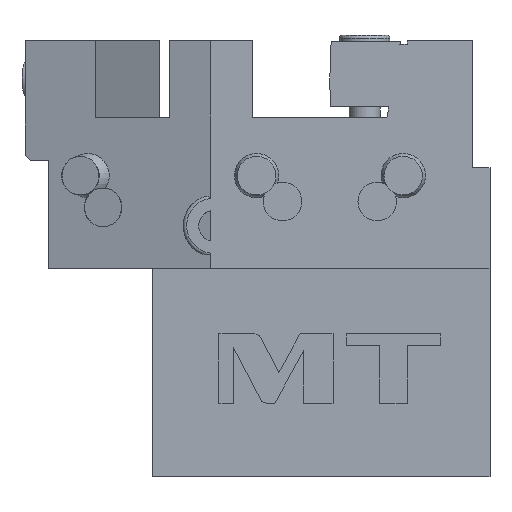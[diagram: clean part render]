
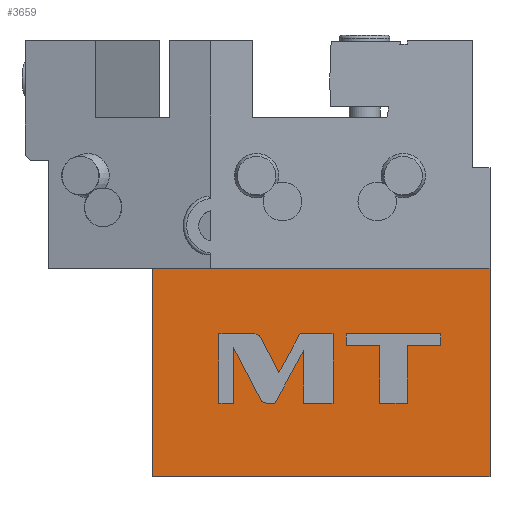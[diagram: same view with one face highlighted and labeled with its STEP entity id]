
A CAD part, left-side view. The second image highlights one B-rep face of the part: STEP entity #3659.
In plain terms, the highlighted planar face has unit normal (-1, 0, 0).
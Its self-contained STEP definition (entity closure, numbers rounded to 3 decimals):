
#542=DIRECTION('',(0.,-1.,0.));
#543=VECTOR('',#542,87.5);
#544=CARTESIAN_POINT('',(-32.,46.,-40.));
#545=LINE('',#544,#543);
#574=DIRECTION('',(0.,0.,1.));
#575=VECTOR('',#574,54.);
#576=CARTESIAN_POINT('',(-32.,46.,-40.));
#577=LINE('',#576,#575);
#578=CARTESIAN_POINT('',(-32.,17.794,-4.172));
#579=CARTESIAN_POINT('',(-32.,18.168,-3.449));
#580=CARTESIAN_POINT('',(-32.,18.905,-3.));
#581=CARTESIAN_POINT('',(-32.,19.719,-3.));
#583=DIRECTION('',(0.,1.,0.));
#584=VECTOR('',#583,9.049);
#585=CARTESIAN_POINT('',(-32.,19.719,-3.));
#586=LINE('',#585,#584);
#587=DIRECTION('',(0.,0.,-1.));
#588=VECTOR('',#587,18.);
#589=CARTESIAN_POINT('',(-32.,28.768,-3.));
#590=LINE('',#589,#588);
#591=DIRECTION('',(0.,-1.,0.));
#592=VECTOR('',#591,3.744);
#593=CARTESIAN_POINT('',(-32.,28.768,-21.));
#594=LINE('',#593,#592);
#595=DIRECTION('',(0.,0.,1.));
#596=VECTOR('',#595,14.582);
#597=CARTESIAN_POINT('',(-32.,25.024,-21.));
#598=LINE('',#597,#596);
#599=DIRECTION('',(0.,-0.459,-0.888));
#600=VECTOR('',#599,15.097);
#601=CARTESIAN_POINT('',(-32.,25.024,-6.418));
#602=LINE('',#601,#600);
#603=CARTESIAN_POINT('',(-32.,18.09,-19.828));
#604=CARTESIAN_POINT('',(-32.,17.716,-20.552));
#605=CARTESIAN_POINT('',(-32.,16.977,-21.));
#606=CARTESIAN_POINT('',(-32.,16.162,-21.));
#608=DIRECTION('',(0.,-1.,0.));
#609=VECTOR('',#608,1.877);
#610=CARTESIAN_POINT('',(-32.,16.162,-21.));
#611=LINE('',#610,#609);
#612=DIRECTION('',(0.,-0.481,0.877));
#613=VECTOR('',#612,15.618);
#614=CARTESIAN_POINT('',(-32.,14.285,-21.));
#615=LINE('',#614,#613);
#616=DIRECTION('',(0.,0.,-1.));
#617=VECTOR('',#616,13.691);
#618=CARTESIAN_POINT('',(-32.,6.77,-7.309));
#619=LINE('',#618,#617);
#620=DIRECTION('',(0.,-1.,0.));
#621=VECTOR('',#620,7.574);
#622=CARTESIAN_POINT('',(-32.,6.77,-21.));
#623=LINE('',#622,#621);
#624=DIRECTION('',(0.,0.,1.));
#625=VECTOR('',#624,18.);
#626=CARTESIAN_POINT('',(-32.,-0.804,-21.));
#627=LINE('',#626,#625);
#628=DIRECTION('',(0.,1.,0.));
#629=VECTOR('',#628,8.539);
#630=CARTESIAN_POINT('',(-32.,-0.804,-3.));
#631=LINE('',#630,#629);
#632=DIRECTION('',(0.,0.481,-0.877));
#633=VECTOR('',#632,11.413);
#634=CARTESIAN_POINT('',(-32.,7.735,-3.));
#635=LINE('',#634,#633);
#636=DIRECTION('',(0.,0.459,0.888));
#637=VECTOR('',#636,9.943);
#638=CARTESIAN_POINT('',(-32.,13.227,-13.005));
#639=LINE('',#638,#637);
#640=DIRECTION('',(0.,0.,-1.));
#641=VECTOR('',#640,14.935);
#642=CARTESIAN_POINT('',(-32.,-12.909,-6.065));
#643=LINE('',#642,#641);
#644=DIRECTION('',(0.,-1.,0.));
#645=VECTOR('',#644,7.131);
#646=CARTESIAN_POINT('',(-32.,-12.909,-21.));
#647=LINE('',#646,#645);
#648=DIRECTION('',(0.,0.,1.));
#649=VECTOR('',#648,14.935);
#650=CARTESIAN_POINT('',(-32.,-20.04,-21.));
#651=LINE('',#650,#649);
#652=DIRECTION('',(0.,-1.,0.));
#653=VECTOR('',#652,8.726);
#654=CARTESIAN_POINT('',(-32.,-20.04,-6.065));
#655=LINE('',#654,#653);
#656=DIRECTION('',(0.,0.,1.));
#657=VECTOR('',#656,3.065);
#658=CARTESIAN_POINT('',(-32.,-28.766,-6.065));
#659=LINE('',#658,#657);
#660=DIRECTION('',(0.,1.,0.));
#661=VECTOR('',#660,24.583);
#662=CARTESIAN_POINT('',(-32.,-28.766,-3.));
#663=LINE('',#662,#661);
#664=DIRECTION('',(0.,0.,-1.));
#665=VECTOR('',#664,3.065);
#666=CARTESIAN_POINT('',(-32.,-4.183,-3.));
#667=LINE('',#666,#665);
#668=DIRECTION('',(0.,-1.,0.));
#669=VECTOR('',#668,8.726);
#670=CARTESIAN_POINT('',(-32.,-4.183,-6.065));
#671=LINE('',#670,#669);
#672=DIRECTION('',(0.,1.,0.));
#673=VECTOR('',#672,87.5);
#674=CARTESIAN_POINT('',(-32.,-41.5,14.));
#675=LINE('',#674,#673);
#684=DIRECTION('',(0.,0.,1.));
#685=VECTOR('',#684,54.);
#686=CARTESIAN_POINT('',(-32.,-41.5,-40.));
#687=LINE('',#686,#685);
#2619=CARTESIAN_POINT('',(-32.,-41.5,-40.));
#2620=CARTESIAN_POINT('',(-32.,-41.5,14.));
#2621=VERTEX_POINT('',#2619);
#2622=VERTEX_POINT('',#2620);
#2629=CARTESIAN_POINT('',(-32.,46.,-40.));
#2631=VERTEX_POINT('',#2629);
#2635=CARTESIAN_POINT('',(-32.,46.,14.));
#2636=VERTEX_POINT('',#2635);
#3024=CARTESIAN_POINT('',(-32.,17.794,-4.172));
#3025=VERTEX_POINT('',#3024);
#3026=CARTESIAN_POINT('',(-32.,19.719,-3.));
#3027=VERTEX_POINT('',#3026);
#3028=CARTESIAN_POINT('',(-32.,28.768,-3.));
#3029=VERTEX_POINT('',#3028);
#3030=CARTESIAN_POINT('',(-32.,28.768,-21.));
#3031=VERTEX_POINT('',#3030);
#3032=CARTESIAN_POINT('',(-32.,25.024,-21.));
#3033=VERTEX_POINT('',#3032);
#3034=CARTESIAN_POINT('',(-32.,25.024,-6.418));
#3035=VERTEX_POINT('',#3034);
#3036=CARTESIAN_POINT('',(-32.,18.09,-19.828));
#3037=VERTEX_POINT('',#3036);
#3038=CARTESIAN_POINT('',(-32.,16.162,-21.));
#3039=VERTEX_POINT('',#3038);
#3040=CARTESIAN_POINT('',(-32.,14.285,-21.));
#3041=VERTEX_POINT('',#3040);
#3042=CARTESIAN_POINT('',(-32.,6.77,-7.309));
#3043=VERTEX_POINT('',#3042);
#3044=CARTESIAN_POINT('',(-32.,6.77,-21.));
#3045=VERTEX_POINT('',#3044);
#3046=CARTESIAN_POINT('',(-32.,-0.804,-21.));
#3047=VERTEX_POINT('',#3046);
#3048=CARTESIAN_POINT('',(-32.,-0.804,-3.));
#3049=VERTEX_POINT('',#3048);
#3050=CARTESIAN_POINT('',(-32.,7.735,-3.));
#3051=VERTEX_POINT('',#3050);
#3052=CARTESIAN_POINT('',(-32.,13.227,-13.005));
#3053=VERTEX_POINT('',#3052);
#3054=CARTESIAN_POINT('',(-32.,-12.909,-6.065));
#3055=VERTEX_POINT('',#3054);
#3056=CARTESIAN_POINT('',(-32.,-12.909,-21.));
#3057=VERTEX_POINT('',#3056);
#3058=CARTESIAN_POINT('',(-32.,-20.04,-21.));
#3059=VERTEX_POINT('',#3058);
#3060=CARTESIAN_POINT('',(-32.,-20.04,-6.065));
#3061=VERTEX_POINT('',#3060);
#3062=CARTESIAN_POINT('',(-32.,-28.766,-6.065));
#3063=VERTEX_POINT('',#3062);
#3064=CARTESIAN_POINT('',(-32.,-28.766,-3.));
#3065=VERTEX_POINT('',#3064);
#3066=CARTESIAN_POINT('',(-32.,-4.183,-3.));
#3067=VERTEX_POINT('',#3066);
#3068=CARTESIAN_POINT('',(-32.,-4.183,-6.065));
#3069=VERTEX_POINT('',#3068);
#3596=CARTESIAN_POINT('',(-32.,-41.5,-40.));
#3597=DIRECTION('',(1.,0.,0.));
#3598=DIRECTION('',(0.,0.,1.));
#3599=AXIS2_PLACEMENT_3D('',#3596,#3597,#3598);
#3600=PLANE('',#3599);
#3601=ORIENTED_EDGE('',*,*,#3567,.T.);
#3603=ORIENTED_EDGE('',*,*,#3602,.F.);
#3605=ORIENTED_EDGE('',*,*,#3604,.F.);
#3606=ORIENTED_EDGE('',*,*,#3578,.F.);
#3607=EDGE_LOOP('',(#3601,#3603,#3605,#3606));
#3608=FACE_OUTER_BOUND('',#3607,.F.);
#3610=ORIENTED_EDGE('',*,*,#3609,.T.);
#3612=ORIENTED_EDGE('',*,*,#3611,.T.);
#3614=ORIENTED_EDGE('',*,*,#3613,.T.);
#3616=ORIENTED_EDGE('',*,*,#3615,.T.);
#3618=ORIENTED_EDGE('',*,*,#3617,.T.);
#3620=ORIENTED_EDGE('',*,*,#3619,.T.);
#3622=ORIENTED_EDGE('',*,*,#3621,.T.);
#3624=ORIENTED_EDGE('',*,*,#3623,.T.);
#3626=ORIENTED_EDGE('',*,*,#3625,.T.);
#3628=ORIENTED_EDGE('',*,*,#3627,.T.);
#3630=ORIENTED_EDGE('',*,*,#3629,.T.);
#3632=ORIENTED_EDGE('',*,*,#3631,.T.);
#3634=ORIENTED_EDGE('',*,*,#3633,.T.);
#3636=ORIENTED_EDGE('',*,*,#3635,.T.);
#3638=ORIENTED_EDGE('',*,*,#3637,.T.);
#3639=EDGE_LOOP('',(#3610,#3612,#3614,#3616,#3618,#3620,#3622,#3624,#3626,#3628,
#3630,#3632,#3634,#3636,#3638));
#3640=FACE_BOUND('',#3639,.F.);
#3642=ORIENTED_EDGE('',*,*,#3641,.T.);
#3644=ORIENTED_EDGE('',*,*,#3643,.T.);
#3646=ORIENTED_EDGE('',*,*,#3645,.T.);
#3648=ORIENTED_EDGE('',*,*,#3647,.T.);
#3650=ORIENTED_EDGE('',*,*,#3649,.T.);
#3652=ORIENTED_EDGE('',*,*,#3651,.T.);
#3654=ORIENTED_EDGE('',*,*,#3653,.T.);
#3656=ORIENTED_EDGE('',*,*,#3655,.T.);
#3657=EDGE_LOOP('',(#3642,#3644,#3646,#3648,#3650,#3652,#3654,#3656));
#3658=FACE_BOUND('',#3657,.F.);
#3659=ADVANCED_FACE('',(#3608,#3640,#3658),#3600,.F.);
#582=B_SPLINE_CURVE_WITH_KNOTS('',3,(#578,#579,#580,#581),.UNSPECIFIED.,.F.,.F.,
(4,4),(0.,1.),.UNSPECIFIED.);
#607=B_SPLINE_CURVE_WITH_KNOTS('',3,(#603,#604,#605,#606),.UNSPECIFIED.,.F.,.F.,
(4,4),(0.,1.),.UNSPECIFIED.);
#3567=EDGE_CURVE('',#2631,#2636,#577,.T.);
#3578=EDGE_CURVE('',#2631,#2621,#545,.T.);
#3602=EDGE_CURVE('',#2622,#2636,#675,.T.);
#3604=EDGE_CURVE('',#2621,#2622,#687,.T.);
#3609=EDGE_CURVE('',#3025,#3027,#582,.T.);
#3611=EDGE_CURVE('',#3027,#3029,#586,.T.);
#3613=EDGE_CURVE('',#3029,#3031,#590,.T.);
#3615=EDGE_CURVE('',#3031,#3033,#594,.T.);
#3617=EDGE_CURVE('',#3033,#3035,#598,.T.);
#3619=EDGE_CURVE('',#3035,#3037,#602,.T.);
#3621=EDGE_CURVE('',#3037,#3039,#607,.T.);
#3623=EDGE_CURVE('',#3039,#3041,#611,.T.);
#3625=EDGE_CURVE('',#3041,#3043,#615,.T.);
#3627=EDGE_CURVE('',#3043,#3045,#619,.T.);
#3629=EDGE_CURVE('',#3045,#3047,#623,.T.);
#3631=EDGE_CURVE('',#3047,#3049,#627,.T.);
#3633=EDGE_CURVE('',#3049,#3051,#631,.T.);
#3635=EDGE_CURVE('',#3051,#3053,#635,.T.);
#3637=EDGE_CURVE('',#3053,#3025,#639,.T.);
#3641=EDGE_CURVE('',#3055,#3057,#643,.T.);
#3643=EDGE_CURVE('',#3057,#3059,#647,.T.);
#3645=EDGE_CURVE('',#3059,#3061,#651,.T.);
#3647=EDGE_CURVE('',#3061,#3063,#655,.T.);
#3649=EDGE_CURVE('',#3063,#3065,#659,.T.);
#3651=EDGE_CURVE('',#3065,#3067,#663,.T.);
#3653=EDGE_CURVE('',#3067,#3069,#667,.T.);
#3655=EDGE_CURVE('',#3069,#3055,#671,.T.);
